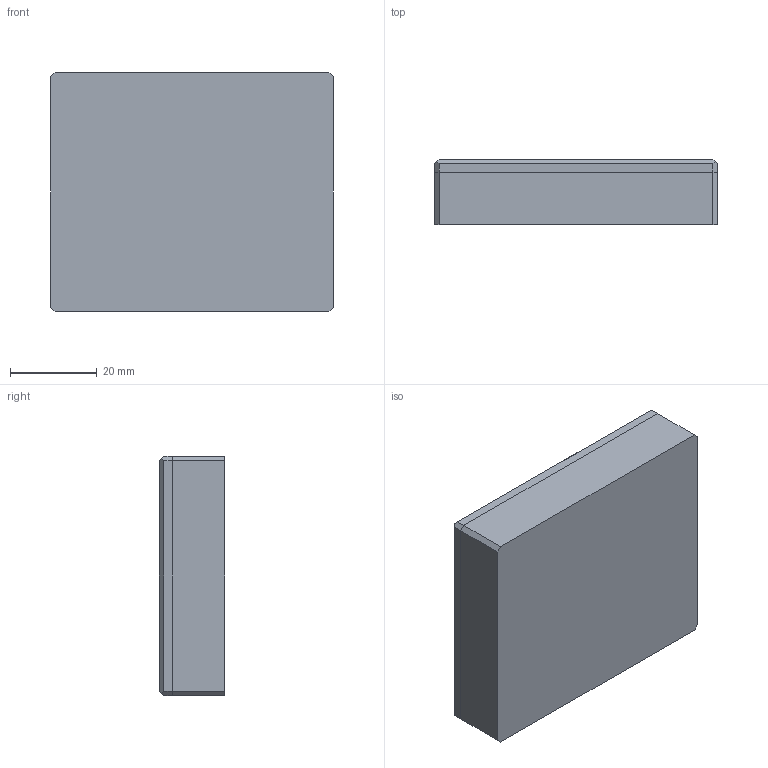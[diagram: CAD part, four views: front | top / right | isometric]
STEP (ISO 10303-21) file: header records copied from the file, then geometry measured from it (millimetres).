
FILE_DESCRIPTION(/* description */ (''),/* implementation_level */ '2;1');
FILE_NAME(/* name */ 'Control Lid - Box_.step',/* time_stamp */ '2024-08-23T17:00:14-05:00',/* author */ (''),/* organization */ (''),/* preprocessor_version */ 'ST-DEVELOPER v20',/* originating_system */ 'Autodesk Translation Framework v13.14.0.145',/* authorisation */ '');
FILE_SCHEMA (('AUTOMOTIVE_DESIGN { 1 0 10303 214 3 1 1 }'));
Length unit declared in the file: millimetre
Products named in the file (2): Control Lid - Box; Control Box - Lid
Assembly tree (1 placements, depth 2):
  Control Lid - Box
    Control Box - Lid
Bounding box: 65 x 15 x 55 mm (x, y, z)
Volume: 20892.1 mm3; surface area: 19790.1 mm2
Topology: 2 solids, 2 shells, 621 faces, 1677 edges, 1118 vertices
Faces by surface type: bspline 337, plane 268, cylinder 16
Full cylindrical faces by diameter (mm): 1.9 x4, 4 x2, 4.1 x8
Entity records: 22531 total; most frequent: CARTESIAN_POINT 9148, ORIENTED_EDGE 3354, EDGE_CURVE 1677, DIRECTION 1609, VERTEX_POINT 1118, LINE 971, VECTOR 971, EDGE_LOOP 681
